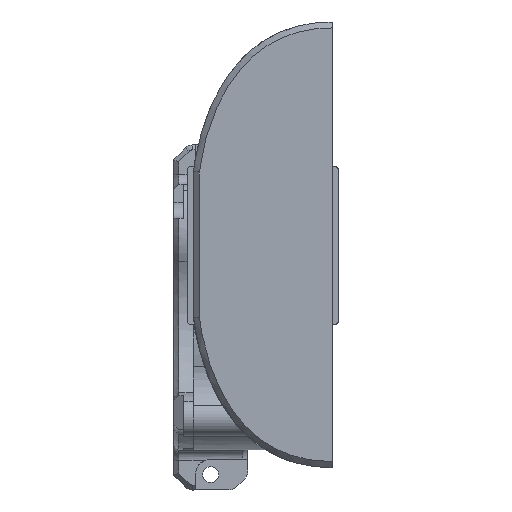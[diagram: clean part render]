
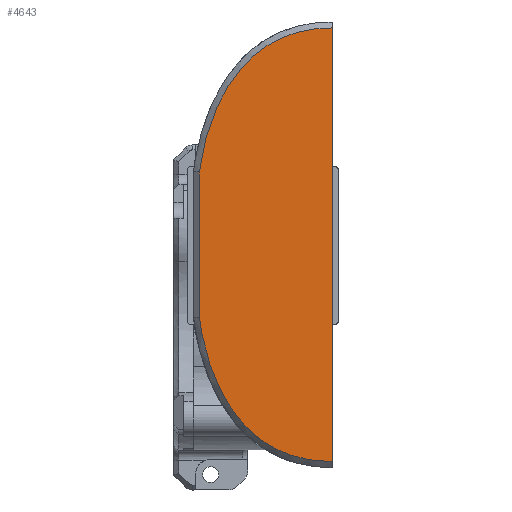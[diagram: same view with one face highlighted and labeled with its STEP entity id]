
A CAD part, top view. The second image highlights one B-rep face of the part: STEP entity #4643.
In plain terms, the highlighted planar face has unit normal (0, 0, 1).
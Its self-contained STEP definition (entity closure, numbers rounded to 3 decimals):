
#146=B_SPLINE_CURVE_WITH_KNOTS('',3,(#8959,#8960,#8961,#8962,#8963,#8964,
#8965),.UNSPECIFIED.,.F.,.F.,(4,1,1,1,4),(-1.,-0.858,-0.573,
-0.289,-0.026),.UNSPECIFIED.);
#147=B_SPLINE_CURVE_WITH_KNOTS('',3,(#8994,#8995,#8996,#8997,#8998,#8999,
#9000),.UNSPECIFIED.,.F.,.F.,(4,1,1,1,4),(0.026,0.289,
0.573,0.858,1.),.UNSPECIFIED.);
#321=PLANE('',#4949);
#447=LINE('',#8763,#792);
#454=LINE('',#8877,#799);
#792=VECTOR('',#5485,10.);
#799=VECTOR('',#5494,10.);
#1271=FACE_OUTER_BOUND('',#1557,.T.);
#1557=EDGE_LOOP('',(#3665,#3666,#3667,#3668));
#2066=VERTEX_POINT('',#8761);
#2067=VERTEX_POINT('',#8762);
#2080=VERTEX_POINT('',#8870);
#2083=VERTEX_POINT('',#8875);
#2578=EDGE_CURVE('',#2066,#2067,#447,.T.);
#2599=EDGE_CURVE('',#2083,#2080,#454,.T.);
#2603=EDGE_CURVE('',#2067,#2083,#146,.T.);
#2604=EDGE_CURVE('',#2080,#2066,#147,.T.);
#3665=ORIENTED_EDGE('',*,*,#2578,.F.);
#3666=ORIENTED_EDGE('',*,*,#2604,.F.);
#3667=ORIENTED_EDGE('',*,*,#2599,.F.);
#3668=ORIENTED_EDGE('',*,*,#2603,.F.);
#4643=ADVANCED_FACE('',(#1271),#321,.T.);
#4949=AXIS2_PLACEMENT_3D('',#10415,#5590,#5591);
#5485=DIRECTION('',(0.,-1.,0.));
#5494=DIRECTION('',(0.,1.,0.));
#5590=DIRECTION('center_axis',(0.,0.,1.));
#5591=DIRECTION('ref_axis',(1.,0.,0.));
#8761=CARTESIAN_POINT('',(-82.998,11.949,224.7));
#8762=CARTESIAN_POINT('',(-82.998,-75.651,224.7));
#8763=CARTESIAN_POINT('',(-82.998,-76.851,224.7));
#8870=CARTESIAN_POINT('',(-109.798,-17.149,224.7));
#8875=CARTESIAN_POINT('',(-109.798,-46.552,224.7));
#8877=CARTESIAN_POINT('',(-109.798,-24.476,224.7));
#8959=CARTESIAN_POINT('Ctrl Pts',(-82.998,-75.651,224.7));
#8960=CARTESIAN_POINT('Ctrl Pts',(-86.499,-75.651,224.7));
#8961=CARTESIAN_POINT('Ctrl Pts',(-95.521,-73.899,224.7));
#8962=CARTESIAN_POINT('Ctrl Pts',(-104.762,-64.781,224.7));
#8963=CARTESIAN_POINT('Ctrl Pts',(-109.284,-51.755,224.7));
#8964=CARTESIAN_POINT('Ctrl Pts',(-109.765,-46.912,224.7));
#8965=CARTESIAN_POINT('Ctrl Pts',(-109.798,-46.552,224.7));
#8994=CARTESIAN_POINT('Ctrl Pts',(-109.798,-17.149,224.7));
#8995=CARTESIAN_POINT('Ctrl Pts',(-109.765,-16.789,224.7));
#8996=CARTESIAN_POINT('Ctrl Pts',(-109.284,-11.947,224.7));
#8997=CARTESIAN_POINT('Ctrl Pts',(-104.762,1.08,224.7));
#8998=CARTESIAN_POINT('Ctrl Pts',(-95.521,10.198,224.7));
#8999=CARTESIAN_POINT('Ctrl Pts',(-86.499,11.949,224.7));
#9000=CARTESIAN_POINT('Ctrl Pts',(-82.998,11.949,224.7));
#10415=CARTESIAN_POINT('Origin',(-96.998,-31.851,224.7));
